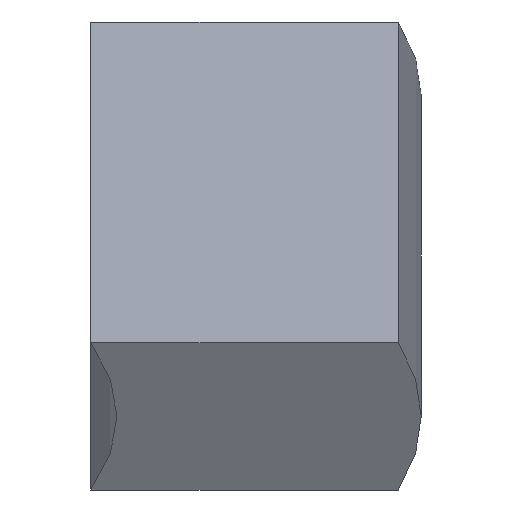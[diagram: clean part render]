
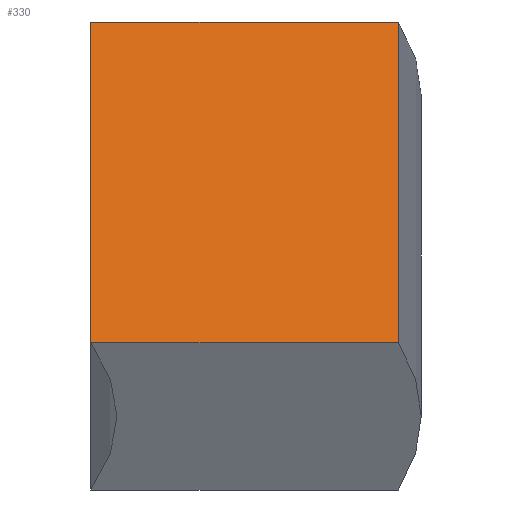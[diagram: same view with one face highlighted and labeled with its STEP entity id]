
A CAD part, left-side view. The second image highlights one B-rep face of the part: STEP entity #330.
In plain terms, the highlighted planar face has unit normal (-0.975, 0, 0.224).
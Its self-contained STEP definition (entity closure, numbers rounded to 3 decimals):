
#22 = VERTEX_POINT('',#23);
#23 = CARTESIAN_POINT('',(-2.173,0.935,-0.527
    ));
#33 = CYLINDRICAL_SURFACE('',#34,12.65);
#34 = AXIS2_PLACEMENT_3D('',#35,#36,#37);
#35 = CARTESIAN_POINT('',(0.224,13.426,0.975)
  );
#36 = DIRECTION('',(-0.224,0.,-0.975)
  );
#37 = DIRECTION('',(0.975,0.,-0.224));
#67 = PLANE('',#68);
#68 = AXIS2_PLACEMENT_3D('',#69,#70,#71);
#69 = CARTESIAN_POINT('',(-0.224,13.426,-0.975
    ));
#70 = DIRECTION('',(-0.224,0.,-0.975)
  );
#71 = DIRECTION('',(0.975,0.,-0.224));
#134 = VERTEX_POINT('',#135);
#135 = CARTESIAN_POINT('',(-1.725,0.935,1.423)
  );
#172 = PLANE('',#173);
#173 = AXIS2_PLACEMENT_3D('',#174,#175,#176);
#174 = CARTESIAN_POINT('',(0.224,13.426,0.975
    ));
#175 = DIRECTION('',(-0.224,0.,-0.975)
  );
#176 = DIRECTION('',(0.975,0.,-0.224));
#184 = EDGE_CURVE('',#22,#134,#185,.T.);
#185 = SURFACE_CURVE('',#186,(#190,#219),.PCURVE_S1.);
#186 = LINE('',#187,#188);
#187 = CARTESIAN_POINT('',(-2.173,0.935,
    -0.527));
#188 = VECTOR('',#189,1.);
#189 = DIRECTION('',(0.224,0.,0.975));
#190 = PCURVE('',#33,#191);
#191 = DEFINITIONAL_REPRESENTATION('',(#192),#218);
#192 = B_SPLINE_CURVE_WITH_KNOTS('',3,(#193,#194,#195,#196,#197,#198,
    #199,#200,#201,#202,#203,#204,#205,#206,#207,#208,#209,#210,#211,
    #212,#213,#214,#215,#216,#217),.UNSPECIFIED.,.F.,.F.,(4,1,1,1,1,1,1,
    1,1,1,1,1,1,1,1,1,1,1,1,1,1,1,4),(0.,0.091,
    0.182,0.273,0.364,0.455,
    0.545,0.636,0.727,0.818,
    0.909,1.,1.091,1.182,1.273,
    1.364,1.455,1.545,1.636,
    1.727,1.818,1.909,2.),
  .QUASI_UNIFORM_KNOTS.);
#193 = CARTESIAN_POINT('',(1.73,2.));
#194 = CARTESIAN_POINT('',(1.73,1.97));
#195 = CARTESIAN_POINT('',(1.73,1.909));
#196 = CARTESIAN_POINT('',(1.73,1.818));
#197 = CARTESIAN_POINT('',(1.73,1.727));
#198 = CARTESIAN_POINT('',(1.73,1.636));
#199 = CARTESIAN_POINT('',(1.73,1.545));
#200 = CARTESIAN_POINT('',(1.73,1.455));
#201 = CARTESIAN_POINT('',(1.73,1.364));
#202 = CARTESIAN_POINT('',(1.73,1.273));
#203 = CARTESIAN_POINT('',(1.73,1.182));
#204 = CARTESIAN_POINT('',(1.73,1.091));
#205 = CARTESIAN_POINT('',(1.73,1.));
#206 = CARTESIAN_POINT('',(1.73,0.909));
#207 = CARTESIAN_POINT('',(1.73,0.818));
#208 = CARTESIAN_POINT('',(1.73,0.727));
#209 = CARTESIAN_POINT('',(1.73,0.636));
#210 = CARTESIAN_POINT('',(1.73,0.545));
#211 = CARTESIAN_POINT('',(1.73,0.455));
#212 = CARTESIAN_POINT('',(1.73,0.364));
#213 = CARTESIAN_POINT('',(1.73,0.273));
#214 = CARTESIAN_POINT('',(1.73,0.182));
#215 = CARTESIAN_POINT('',(1.73,0.091));
#216 = CARTESIAN_POINT('',(1.73,0.03));
#217 = CARTESIAN_POINT('',(1.73,0.));
#218 = ( GEOMETRIC_REPRESENTATION_CONTEXT(2) 
PARAMETRIC_REPRESENTATION_CONTEXT() REPRESENTATION_CONTEXT('2D SPACE',''
  ) );
#219 = PCURVE('',#220,#225);
#220 = PLANE('',#221);
#221 = AXIS2_PLACEMENT_3D('',#222,#223,#224);
#222 = CARTESIAN_POINT('',(-1.725,0.935,1.423)
  );
#223 = DIRECTION('',(-0.975,0.,0.224)
  );
#224 = DIRECTION('',(0.,-1.,0.));
#225 = DEFINITIONAL_REPRESENTATION('',(#226),#230);
#226 = LINE('',#227,#228);
#227 = CARTESIAN_POINT('',(0.,-2.));
#228 = VECTOR('',#229,1.);
#229 = DIRECTION('',(0.,1.));
#230 = ( GEOMETRIC_REPRESENTATION_CONTEXT(2) 
PARAMETRIC_REPRESENTATION_CONTEXT() REPRESENTATION_CONTEXT('2D SPACE',''
  ) );
#236 = EDGE_CURVE('',#22,#237,#239,.T.);
#237 = VERTEX_POINT('',#238);
#238 = CARTESIAN_POINT('',(-2.173,-0.935,
    -0.527));
#239 = SURFACE_CURVE('',#240,(#244,#251),.PCURVE_S1.);
#240 = LINE('',#241,#242);
#241 = CARTESIAN_POINT('',(-2.173,0.935,
    -0.527));
#242 = VECTOR('',#243,1.);
#243 = DIRECTION('',(0.,-1.,0.));
#244 = PCURVE('',#67,#245);
#245 = DEFINITIONAL_REPRESENTATION('',(#246),#250);
#246 = LINE('',#247,#248);
#247 = CARTESIAN_POINT('',(-2.,12.491));
#248 = VECTOR('',#249,1.);
#249 = DIRECTION('',(0.,1.));
#250 = ( GEOMETRIC_REPRESENTATION_CONTEXT(2) 
PARAMETRIC_REPRESENTATION_CONTEXT() REPRESENTATION_CONTEXT('2D SPACE',''
  ) );
#251 = PCURVE('',#220,#252);
#252 = DEFINITIONAL_REPRESENTATION('',(#253),#257);
#253 = LINE('',#254,#255);
#254 = CARTESIAN_POINT('',(0.,-2.));
#255 = VECTOR('',#256,1.);
#256 = DIRECTION('',(1.,0.));
#257 = ( GEOMETRIC_REPRESENTATION_CONTEXT(2) 
PARAMETRIC_REPRESENTATION_CONTEXT() REPRESENTATION_CONTEXT('2D SPACE',''
  ) );
#276 = CYLINDRICAL_SURFACE('',#277,14.5);
#277 = AXIS2_PLACEMENT_3D('',#278,#279,#280);
#278 = CARTESIAN_POINT('',(0.224,13.426,0.975
    ));
#279 = DIRECTION('',(-0.224,0.,-0.975)
  );
#280 = DIRECTION('',(0.975,0.,-0.224));
#330 = ADVANCED_FACE('',(#331),#220,.T.);
#331 = FACE_BOUND('',#332,.F.);
#332 = EDGE_LOOP('',(#333,#334,#335,#358));
#333 = ORIENTED_EDGE('',*,*,#236,.F.);
#334 = ORIENTED_EDGE('',*,*,#184,.T.);
#335 = ORIENTED_EDGE('',*,*,#336,.T.);
#336 = EDGE_CURVE('',#134,#337,#339,.T.);
#337 = VERTEX_POINT('',#338);
#338 = CARTESIAN_POINT('',(-1.725,-0.935,1.423
    ));
#339 = SURFACE_CURVE('',#340,(#344,#351),.PCURVE_S1.);
#340 = LINE('',#341,#342);
#341 = CARTESIAN_POINT('',(-1.725,0.935,1.423)
  );
#342 = VECTOR('',#343,1.);
#343 = DIRECTION('',(0.,-1.,0.));
#344 = PCURVE('',#220,#345);
#345 = DEFINITIONAL_REPRESENTATION('',(#346),#350);
#346 = LINE('',#347,#348);
#347 = CARTESIAN_POINT('',(0.,0.));
#348 = VECTOR('',#349,1.);
#349 = DIRECTION('',(1.,0.));
#350 = ( GEOMETRIC_REPRESENTATION_CONTEXT(2) 
PARAMETRIC_REPRESENTATION_CONTEXT() REPRESENTATION_CONTEXT('2D SPACE',''
  ) );
#351 = PCURVE('',#172,#352);
#352 = DEFINITIONAL_REPRESENTATION('',(#353),#357);
#353 = LINE('',#354,#355);
#354 = CARTESIAN_POINT('',(-2.,12.491));
#355 = VECTOR('',#356,1.);
#356 = DIRECTION('',(0.,1.));
#357 = ( GEOMETRIC_REPRESENTATION_CONTEXT(2) 
PARAMETRIC_REPRESENTATION_CONTEXT() REPRESENTATION_CONTEXT('2D SPACE',''
  ) );
#358 = ORIENTED_EDGE('',*,*,#359,.T.);
#359 = EDGE_CURVE('',#337,#237,#360,.T.);
#360 = SURFACE_CURVE('',#361,(#365,#372),.PCURVE_S1.);
#361 = LINE('',#362,#363);
#362 = CARTESIAN_POINT('',(-1.725,-0.935,
    1.423));
#363 = VECTOR('',#364,1.);
#364 = DIRECTION('',(-0.224,0.,-0.975)
  );
#365 = PCURVE('',#220,#366);
#366 = DEFINITIONAL_REPRESENTATION('',(#367),#371);
#367 = LINE('',#368,#369);
#368 = CARTESIAN_POINT('',(1.871,0.));
#369 = VECTOR('',#370,1.);
#370 = DIRECTION('',(0.,-1.));
#371 = ( GEOMETRIC_REPRESENTATION_CONTEXT(2) 
PARAMETRIC_REPRESENTATION_CONTEXT() REPRESENTATION_CONTEXT('2D SPACE',''
  ) );
#372 = PCURVE('',#276,#373);
#373 = DEFINITIONAL_REPRESENTATION('',(#374),#400);
#374 = B_SPLINE_CURVE_WITH_KNOTS('',3,(#375,#376,#377,#378,#379,#380,
    #381,#382,#383,#384,#385,#386,#387,#388,#389,#390,#391,#392,#393,
    #394,#395,#396,#397,#398,#399),.UNSPECIFIED.,.F.,.F.,(4,1,1,1,1,1,1,
    1,1,1,1,1,1,1,1,1,1,1,1,1,1,1,4),(0.,0.091,
    0.182,0.273,0.364,0.455,
    0.545,0.636,0.727,0.818,
    0.909,1.,1.091,1.182,1.273,
    1.364,1.455,1.545,1.636,
    1.727,1.818,1.909,2.),
  .QUASI_UNIFORM_KNOTS.);
#375 = CARTESIAN_POINT('',(1.709,0.));
#376 = CARTESIAN_POINT('',(1.709,0.03));
#377 = CARTESIAN_POINT('',(1.709,0.091));
#378 = CARTESIAN_POINT('',(1.709,0.182));
#379 = CARTESIAN_POINT('',(1.709,0.273));
#380 = CARTESIAN_POINT('',(1.709,0.364));
#381 = CARTESIAN_POINT('',(1.709,0.455));
#382 = CARTESIAN_POINT('',(1.709,0.545));
#383 = CARTESIAN_POINT('',(1.709,0.636));
#384 = CARTESIAN_POINT('',(1.709,0.727));
#385 = CARTESIAN_POINT('',(1.709,0.818));
#386 = CARTESIAN_POINT('',(1.709,0.909));
#387 = CARTESIAN_POINT('',(1.709,1.));
#388 = CARTESIAN_POINT('',(1.709,1.091));
#389 = CARTESIAN_POINT('',(1.709,1.182));
#390 = CARTESIAN_POINT('',(1.709,1.273));
#391 = CARTESIAN_POINT('',(1.709,1.364));
#392 = CARTESIAN_POINT('',(1.709,1.455));
#393 = CARTESIAN_POINT('',(1.709,1.545));
#394 = CARTESIAN_POINT('',(1.709,1.636));
#395 = CARTESIAN_POINT('',(1.709,1.727));
#396 = CARTESIAN_POINT('',(1.709,1.818));
#397 = CARTESIAN_POINT('',(1.709,1.909));
#398 = CARTESIAN_POINT('',(1.709,1.97));
#399 = CARTESIAN_POINT('',(1.709,2.));
#400 = ( GEOMETRIC_REPRESENTATION_CONTEXT(2) 
PARAMETRIC_REPRESENTATION_CONTEXT() REPRESENTATION_CONTEXT('2D SPACE',''
  ) );
